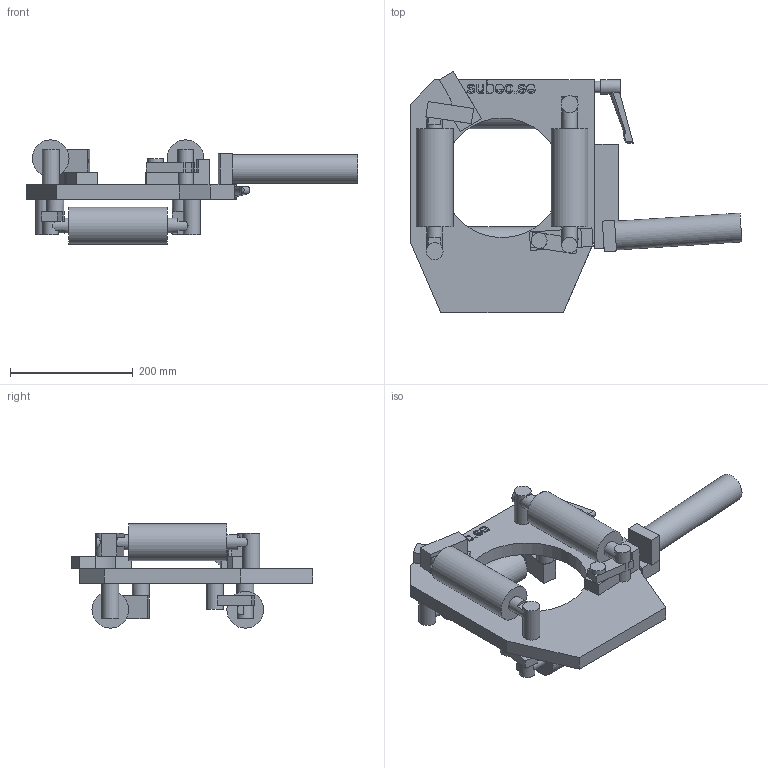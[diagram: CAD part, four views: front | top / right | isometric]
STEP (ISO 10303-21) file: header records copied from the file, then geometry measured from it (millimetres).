
FILE_DESCRIPTION (( 'STEP AP203' ), '1' );
FILE_NAME ('250701 STEP 3-400313-02_7737A.STEP', '2025-07-01T06:45:12', ( '' ), ( '' ), 'SwSTEP 2.0', 'SolidWorks 2024', '' );
FILE_SCHEMA (( 'CONFIG_CONTROL_DESIGN' ));
Length unit declared in the file: millimetre
Products named in the file (1): 250701 STEP 3-400313-02_7737A
Bounding box: 541.07 x 393.72 x 170 mm (x, y, z)
Surface area: 490442 mm2 (no closed solid volume)
Topology: 0 solids, 10 shells, 316 faces, 801 edges, 528 vertices
Faces by surface type: plane 194, cylinder 61, bspline 54, cone 5, torus 2
Full cylindrical faces by diameter (mm): 9.8 x3, 10 x2, 11 x2, 12 x3, 12.5 x2, 16 x2, 19 x1, 23.5 x2, 24 x1, 25 x8, 25.403 x3, 27.713 x6, 47 x1, 60 x4, 195 x1
Entity records: 12900 total; most frequent: CARTESIAN_POINT 6004, ORIENTED_EDGE 1422, DIRECTION 1201, EDGE_CURVE 718, VERTEX_POINT 492, EDGE_LOOP 413, LINE 409, VECTOR 409
